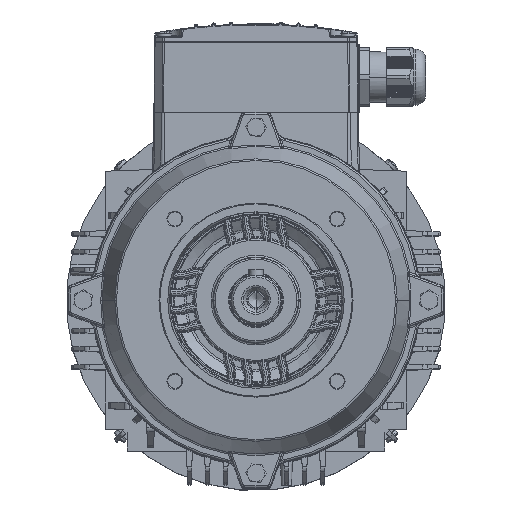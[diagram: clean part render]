
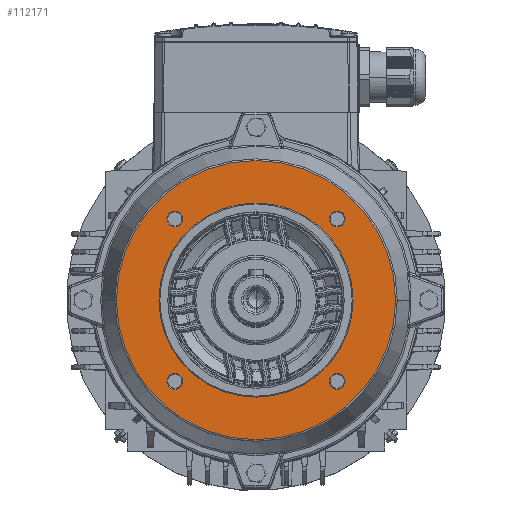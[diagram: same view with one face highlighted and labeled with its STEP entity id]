
A CAD part, top view. The second image highlights one B-rep face of the part: STEP entity #112171.
In plain terms, the highlighted planar face has unit normal (0, 0, 1).
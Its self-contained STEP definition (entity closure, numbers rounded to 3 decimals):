
#72 = CIRCLE ( 'NONE', #21467, 55. ) ;
#387 = DIRECTION ( 'NONE',  ( -1., 0., 0. ) ) ;
#4135 = AXIS2_PLACEMENT_3D ( 'NONE', #75733, #24697, #387 ) ;
#7025 = EDGE_CURVE ( 'NONE', #90754, #77598, #84437, .T. ) ;
#8920 = CARTESIAN_POINT ( 'NONE',  ( -45.962, 45.962, 245. ) ) ;
#8986 = FACE_BOUND ( 'NONE', #89192, .T. ) ;
#10193 = AXIS2_PLACEMENT_3D ( 'NONE', #96894, #140119, #60088 ) ;
#11938 = VERTEX_POINT ( 'NONE', #61509 ) ;
#14669 = CARTESIAN_POINT ( 'NONE',  ( 45.962, -45.962, 245. ) ) ;
#19857 = DIRECTION ( 'NONE',  ( 0., 0., -1. ) ) ;
#20241 = CARTESIAN_POINT ( 'NONE',  ( -41.462, -45.962, 245. ) ) ;
#20342 = DIRECTION ( 'NONE',  ( 0., 0., 1. ) ) ;
#21252 = ORIENTED_EDGE ( 'NONE', *, *, #150515, .F. ) ;
#21467 = AXIS2_PLACEMENT_3D ( 'NONE', #89419, #102828, #50167 ) ;
#21568 = FACE_BOUND ( 'NONE', #123161, .T. ) ;
#21860 = CARTESIAN_POINT ( 'NONE',  ( 50.462, 45.962, 245. ) ) ;
#24212 = DIRECTION ( 'NONE',  ( -1., 0., 0. ) ) ;
#24697 = DIRECTION ( 'NONE',  ( 0., 0., -1. ) ) ;
#24916 = VERTEX_POINT ( 'NONE', #20241 ) ;
#26400 = DIRECTION ( 'NONE',  ( -1., 0., 0. ) ) ;
#29338 = DIRECTION ( 'NONE',  ( 0., 0., 1. ) ) ;
#30275 = CARTESIAN_POINT ( 'NONE',  ( 55., 0., 245. ) ) ;
#31441 = ORIENTED_EDGE ( 'NONE', *, *, #90662, .T. ) ;
#31755 = EDGE_CURVE ( 'NONE', #77598, #90754, #68189, .T. ) ;
#32205 = CIRCLE ( 'NONE', #45473, 4.5 ) ;
#33311 = PLANE ( 'NONE',  #75526 ) ;
#36076 = CARTESIAN_POINT ( 'NONE',  ( 41.462, -45.962, 245. ) ) ;
#36081 = CARTESIAN_POINT ( 'NONE',  ( 79.083, 0., 245. ) ) ;
#37250 = VERTEX_POINT ( 'NONE', #52646 ) ;
#38019 = EDGE_CURVE ( 'NONE', #105188, #158998, #32205, .T. ) ;
#41607 = CARTESIAN_POINT ( 'NONE',  ( 41.462, 45.962, 245. ) ) ;
#43070 = CIRCLE ( 'NONE', #125932, 79.083 ) ;
#45473 = AXIS2_PLACEMENT_3D ( 'NONE', #14669, #116698, #26400 ) ;
#45669 = ORIENTED_EDGE ( 'NONE', *, *, #7025, .T. ) ;
#46271 = AXIS2_PLACEMENT_3D ( 'NONE', #59670, #20342, #149134 ) ;
#46412 = EDGE_CURVE ( 'NONE', #66508, #130993, #138249, .T. ) ;
#49819 = CARTESIAN_POINT ( 'NONE',  ( 45.962, -45.962, 245. ) ) ;
#49887 = CARTESIAN_POINT ( 'NONE',  ( -55., 0., 245. ) ) ;
#50167 = DIRECTION ( 'NONE',  ( 1., 0., 0. ) ) ;
#51434 = EDGE_LOOP ( 'NONE', ( #125441, #45669 ) ) ;
#52646 = CARTESIAN_POINT ( 'NONE',  ( -79.083, 0., 245. ) ) ;
#52732 = CARTESIAN_POINT ( 'NONE',  ( -45.962, 45.962, 245. ) ) ;
#59670 = CARTESIAN_POINT ( 'NONE',  ( 0., 0., 245. ) ) ;
#60088 = DIRECTION ( 'NONE',  ( -1., 0., 0. ) ) ;
#61509 = CARTESIAN_POINT ( 'NONE',  ( -50.462, -45.962, 245. ) ) ;
#63316 = ORIENTED_EDGE ( 'NONE', *, *, #125532, .T. ) ;
#66508 = VERTEX_POINT ( 'NONE', #30275 ) ;
#66843 = AXIS2_PLACEMENT_3D ( 'NONE', #49819, #151833, #139281 ) ;
#67826 = CARTESIAN_POINT ( 'NONE',  ( 0., 0., 245. ) ) ;
#68189 = CIRCLE ( 'NONE', #100346, 4.5 ) ;
#68384 = EDGE_LOOP ( 'NONE', ( #74515, #116620 ) ) ;
#70875 = DIRECTION ( 'NONE',  ( -1., 0., 0. ) ) ;
#71762 = FACE_OUTER_BOUND ( 'NONE', #68384, .T. ) ;
#74515 = ORIENTED_EDGE ( 'NONE', *, *, #151388, .T. ) ;
#75526 = AXIS2_PLACEMENT_3D ( 'NONE', #111912, #162135, #109423 ) ;
#75733 = CARTESIAN_POINT ( 'NONE',  ( -45.962, -45.962, 245. ) ) ;
#76312 = ORIENTED_EDGE ( 'NONE', *, *, #46412, .F. ) ;
#77313 = ORIENTED_EDGE ( 'NONE', *, *, #38019, .T. ) ;
#77530 = CARTESIAN_POINT ( 'NONE',  ( 0., 0., 245. ) ) ;
#77598 = VERTEX_POINT ( 'NONE', #152066 ) ;
#79546 = DIRECTION ( 'NONE',  ( 1., 0., 0. ) ) ;
#80000 = EDGE_CURVE ( 'NONE', #24916, #11938, #156179, .T. ) ;
#81184 = EDGE_LOOP ( 'NONE', ( #138070, #63316 ) ) ;
#82123 = AXIS2_PLACEMENT_3D ( 'NONE', #77530, #106712, #145135 ) ;
#84437 = CIRCLE ( 'NONE', #132395, 4.5 ) ;
#85562 = VERTEX_POINT ( 'NONE', #36081 ) ;
#89192 = EDGE_LOOP ( 'NONE', ( #97863, #77313 ) ) ;
#89419 = CARTESIAN_POINT ( 'NONE',  ( 0., 0., 245. ) ) ;
#89897 = CARTESIAN_POINT ( 'NONE',  ( -50.462, 45.962, 245. ) ) ;
#90662 = EDGE_CURVE ( 'NONE', #11938, #24916, #148427, .T. ) ;
#90754 = VERTEX_POINT ( 'NONE', #89897 ) ;
#91899 = CIRCLE ( 'NONE', #150696, 4.5 ) ;
#94776 = AXIS2_PLACEMENT_3D ( 'NONE', #151349, #127066, #24212 ) ;
#96894 = CARTESIAN_POINT ( 'NONE',  ( 45.962, 45.962, 245. ) ) ;
#97863 = ORIENTED_EDGE ( 'NONE', *, *, #100946, .T. ) ;
#98981 = VERTEX_POINT ( 'NONE', #21860 ) ;
#100346 = AXIS2_PLACEMENT_3D ( 'NONE', #52732, #129609, #130418 ) ;
#100946 = EDGE_CURVE ( 'NONE', #158998, #105188, #138925, .T. ) ;
#102041 = DIRECTION ( 'NONE',  ( 0., 0., -1. ) ) ;
#102828 = DIRECTION ( 'NONE',  ( 0., 0., 1. ) ) ;
#105188 = VERTEX_POINT ( 'NONE', #36076 ) ;
#106712 = DIRECTION ( 'NONE',  ( 0., 0., 1. ) ) ;
#109423 = DIRECTION ( 'NONE',  ( -1., 0., 0. ) ) ;
#111082 = FACE_BOUND ( 'NONE', #135206, .T. ) ;
#111912 = CARTESIAN_POINT ( 'NONE',  ( 0., 0., 245. ) ) ;
#112171 = ADVANCED_FACE ( 'NONE', ( #123606, #8986, #21568, #148709, #111082, #71762 ), #33311, .F. ) ;
#112793 = EDGE_CURVE ( 'NONE', #37250, #85562, #123747, .T. ) ;
#116620 = ORIENTED_EDGE ( 'NONE', *, *, #112793, .T. ) ;
#116698 = DIRECTION ( 'NONE',  ( 0., 0., -1. ) ) ;
#123161 = EDGE_LOOP ( 'NONE', ( #156979, #31441 ) ) ;
#123606 = FACE_BOUND ( 'NONE', #81184, .T. ) ;
#123747 = CIRCLE ( 'NONE', #46271, 79.083 ) ;
#125441 = ORIENTED_EDGE ( 'NONE', *, *, #31755, .T. ) ;
#125532 = EDGE_CURVE ( 'NONE', #132667, #98981, #135791, .T. ) ;
#125932 = AXIS2_PLACEMENT_3D ( 'NONE', #67826, #29338, #79546 ) ;
#127066 = DIRECTION ( 'NONE',  ( 0., 0., -1. ) ) ;
#128871 = EDGE_CURVE ( 'NONE', #98981, #132667, #91899, .T. ) ;
#129609 = DIRECTION ( 'NONE',  ( 0., 0., -1. ) ) ;
#130418 = DIRECTION ( 'NONE',  ( -1., 0., 0. ) ) ;
#130993 = VERTEX_POINT ( 'NONE', #49887 ) ;
#132395 = AXIS2_PLACEMENT_3D ( 'NONE', #8920, #19857, #70875 ) ;
#132667 = VERTEX_POINT ( 'NONE', #41607 ) ;
#135206 = EDGE_LOOP ( 'NONE', ( #76312, #21252 ) ) ;
#135791 = CIRCLE ( 'NONE', #10193, 4.5 ) ;
#138070 = ORIENTED_EDGE ( 'NONE', *, *, #128871, .T. ) ;
#138249 = CIRCLE ( 'NONE', #82123, 55. ) ;
#138925 = CIRCLE ( 'NONE', #66843, 4.5 ) ;
#139281 = DIRECTION ( 'NONE',  ( -1., 0., 0. ) ) ;
#140119 = DIRECTION ( 'NONE',  ( 0., 0., -1. ) ) ;
#143948 = CARTESIAN_POINT ( 'NONE',  ( 50.462, -45.962, 245. ) ) ;
#145135 = DIRECTION ( 'NONE',  ( 1., 0., 0. ) ) ;
#148427 = CIRCLE ( 'NONE', #4135, 4.5 ) ;
#148709 = FACE_BOUND ( 'NONE', #51434, .T. ) ;
#149134 = DIRECTION ( 'NONE',  ( 1., 0., 0. ) ) ;
#150515 = EDGE_CURVE ( 'NONE', #130993, #66508, #72, .T. ) ;
#150696 = AXIS2_PLACEMENT_3D ( 'NONE', #151414, #102041, #154732 ) ;
#151349 = CARTESIAN_POINT ( 'NONE',  ( -45.962, -45.962, 245. ) ) ;
#151388 = EDGE_CURVE ( 'NONE', #85562, #37250, #43070, .T. ) ;
#151414 = CARTESIAN_POINT ( 'NONE',  ( 45.962, 45.962, 245. ) ) ;
#151833 = DIRECTION ( 'NONE',  ( 0., 0., -1. ) ) ;
#152066 = CARTESIAN_POINT ( 'NONE',  ( -41.462, 45.962, 245. ) ) ;
#154732 = DIRECTION ( 'NONE',  ( -1., 0., 0. ) ) ;
#156179 = CIRCLE ( 'NONE', #94776, 4.5 ) ;
#156979 = ORIENTED_EDGE ( 'NONE', *, *, #80000, .T. ) ;
#158998 = VERTEX_POINT ( 'NONE', #143948 ) ;
#162135 = DIRECTION ( 'NONE',  ( 0., 0., -1. ) ) ;
